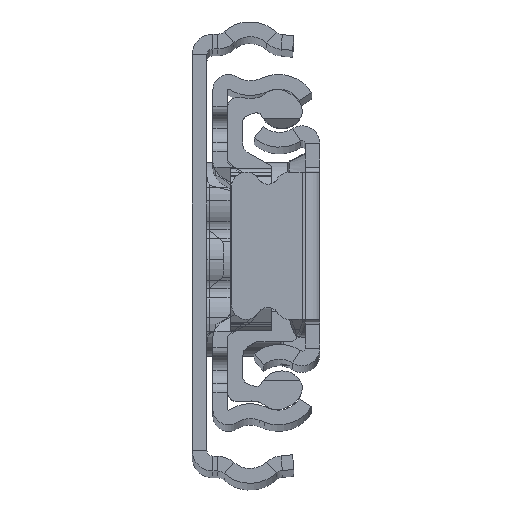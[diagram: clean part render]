
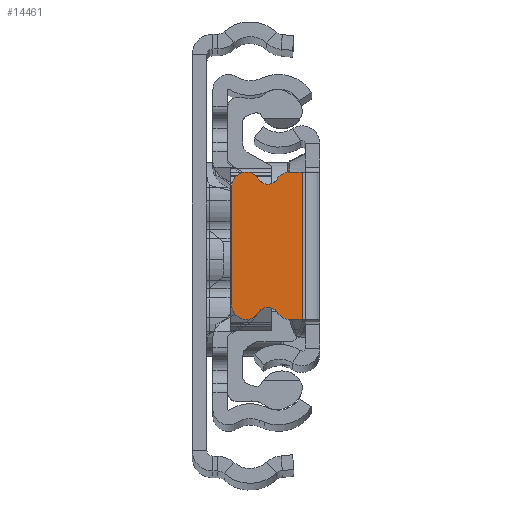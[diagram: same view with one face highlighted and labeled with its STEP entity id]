
A CAD part, top view. The second image highlights one B-rep face of the part: STEP entity #14461.
In plain terms, the highlighted planar face has unit normal (0, 0, 1).
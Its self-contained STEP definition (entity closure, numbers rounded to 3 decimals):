
#38 = VERTEX_POINT ( 'NONE', #10186 ) ;
#721 = EDGE_CURVE ( 'NONE', #14063, #7382, #11967, .T. ) ;
#740 = DIRECTION ( 'NONE',  ( 0., 0., 1. ) ) ;
#1018 = DIRECTION ( 'NONE',  ( 1., 0., 0. ) ) ;
#1208 = ORIENTED_EDGE ( 'NONE', *, *, #18266, .T. ) ;
#1215 = DIRECTION ( 'NONE',  ( 0., 1., 0. ) ) ;
#1509 = EDGE_CURVE ( 'NONE', #8514, #7688, #3500, .T. ) ;
#2108 = AXIS2_PLACEMENT_3D ( 'NONE', #4088, #19951, #10645 ) ;
#2338 = DIRECTION ( 'NONE',  ( 0., 1., 0. ) ) ;
#2402 = CARTESIAN_POINT ( 'NONE',  ( -5.29, 6.27, 0. ) ) ;
#2466 = CARTESIAN_POINT ( 'NONE',  ( -9., 6., 0. ) ) ;
#2544 = EDGE_CURVE ( 'NONE', #6135, #12930, #4408, .T. ) ;
#3192 = AXIS2_PLACEMENT_3D ( 'NONE', #11361, #9439, #21193 ) ;
#3282 = EDGE_LOOP ( 'NONE', ( #4429, #5863, #1208, #13612, #14158, #11317, #5347, #13416, #20919, #17044, #10499, #12856 ) ) ;
#3500 = CIRCLE ( 'NONE', #10011, 1.1 ) ;
#3620 = CARTESIAN_POINT ( 'NONE',  ( -3.08, -6., 0. ) ) ;
#3621 = CARTESIAN_POINT ( 'NONE',  ( 0.7, 7.5, 0. ) ) ;
#3631 = CARTESIAN_POINT ( 'NONE',  ( -4.355, -6.79, 0. ) ) ;
#3677 = EDGE_CURVE ( 'NONE', #10554, #11766, #4528, .T. ) ;
#4005 = EDGE_CURVE ( 'NONE', #8376, #8514, #18554, .T. ) ;
#4088 = CARTESIAN_POINT ( 'NONE',  ( -5.29, 7.37, 0. ) ) ;
#4408 = LINE ( 'NONE', #2466, #18797 ) ;
#4429 = ORIENTED_EDGE ( 'NONE', *, *, #721, .F. ) ;
#4528 = CIRCLE ( 'NONE', #2108, 1.1 ) ;
#5347 = ORIENTED_EDGE ( 'NONE', *, *, #2544, .T. ) ;
#5397 = CARTESIAN_POINT ( 'NONE',  ( -6.225, -6.79, 0. ) ) ;
#5693 = EDGE_CURVE ( 'NONE', #38, #7382, #12400, .T. ) ;
#5863 = ORIENTED_EDGE ( 'NONE', *, *, #16005, .T. ) ;
#6135 = VERTEX_POINT ( 'NONE', #19745 ) ;
#6195 = DIRECTION ( 'NONE',  ( 0., 0., -1. ) ) ;
#6793 = CARTESIAN_POINT ( 'NONE',  ( -5.29, -7.37, 0. ) ) ;
#6987 = CARTESIAN_POINT ( 'NONE',  ( -1.8, 7.5, 0. ) ) ;
#7341 = CARTESIAN_POINT ( 'NONE',  ( -4.355, 6.79, 0. ) ) ;
#7382 = VERTEX_POINT ( 'NONE', #11822 ) ;
#7688 = VERTEX_POINT ( 'NONE', #3631 ) ;
#8036 = VECTOR ( 'NONE', #1018, 1000. ) ;
#8240 = DIRECTION ( 'NONE',  ( 0., 1., 0. ) ) ;
#8376 = VERTEX_POINT ( 'NONE', #11430 ) ;
#8514 = VERTEX_POINT ( 'NONE', #5397 ) ;
#8661 = LINE ( 'NONE', #3621, #20316 ) ;
#9058 = CARTESIAN_POINT ( 'NONE',  ( -3.08, 6., 0. ) ) ;
#9195 = CARTESIAN_POINT ( 'NONE',  ( -9., -6., 0. ) ) ;
#9377 = AXIS2_PLACEMENT_3D ( 'NONE', #14460, #6195, #8240 ) ;
#9439 = DIRECTION ( 'NONE',  ( 0., 0., 1. ) ) ;
#9861 = EDGE_CURVE ( 'NONE', #11766, #13987, #18274, .T. ) ;
#9868 = EDGE_CURVE ( 'NONE', #12930, #8376, #13824, .T. ) ;
#10011 = AXIS2_PLACEMENT_3D ( 'NONE', #6793, #15158, #13339 ) ;
#10071 = EDGE_CURVE ( 'NONE', #7688, #38, #16230, .T. ) ;
#10164 = DIRECTION ( 'NONE',  ( -1., 0., 0. ) ) ;
#10186 = CARTESIAN_POINT ( 'NONE',  ( -3.08, -7.5, 0. ) ) ;
#10233 = CARTESIAN_POINT ( 'NONE',  ( -1.8, -10.425, 0. ) ) ;
#10348 = DIRECTION ( 'NONE',  ( 0., -1., 0. ) ) ;
#10379 = DIRECTION ( 'NONE',  ( 0., 1., 0. ) ) ;
#10499 = ORIENTED_EDGE ( 'NONE', *, *, #10071, .T. ) ;
#10554 = VERTEX_POINT ( 'NONE', #7341 ) ;
#10645 = DIRECTION ( 'NONE',  ( 0., 1., 0. ) ) ;
#11317 = ORIENTED_EDGE ( 'NONE', *, *, #12272, .T. ) ;
#11361 = CARTESIAN_POINT ( 'NONE',  ( -7.5, -6., 0. ) ) ;
#11430 = CARTESIAN_POINT ( 'NONE',  ( -7.5, -7.5, 0. ) ) ;
#11766 = VERTEX_POINT ( 'NONE', #2402 ) ;
#11802 = FACE_OUTER_BOUND ( 'NONE', #3282, .T. ) ;
#11822 = CARTESIAN_POINT ( 'NONE',  ( -1.8, -7.5, 0. ) ) ;
#11967 = LINE ( 'NONE', #10233, #20641 ) ;
#12003 = DIRECTION ( 'NONE',  ( 0., 0., 1. ) ) ;
#12029 = CARTESIAN_POINT ( 'NONE',  ( -7.5, -6., 0. ) ) ;
#12166 = DIRECTION ( 'NONE',  ( 0., 0., 1. ) ) ;
#12178 = CIRCLE ( 'NONE', #18671, 1.5 ) ;
#12272 = EDGE_CURVE ( 'NONE', #13987, #6135, #19703, .T. ) ;
#12400 = LINE ( 'NONE', #18928, #8036 ) ;
#12856 = ORIENTED_EDGE ( 'NONE', *, *, #5693, .T. ) ;
#12930 = VERTEX_POINT ( 'NONE', #9195 ) ;
#13339 = DIRECTION ( 'NONE',  ( 0., 1., 0. ) ) ;
#13416 = ORIENTED_EDGE ( 'NONE', *, *, #9868, .T. ) ;
#13612 = ORIENTED_EDGE ( 'NONE', *, *, #3677, .T. ) ;
#13657 = CARTESIAN_POINT ( 'NONE',  ( -7.5, 6., 0. ) ) ;
#13824 = CIRCLE ( 'NONE', #3192, 1.5 ) ;
#13840 = AXIS2_PLACEMENT_3D ( 'NONE', #3620, #12003, #10379 ) ;
#13987 = VERTEX_POINT ( 'NONE', #20370 ) ;
#14063 = VERTEX_POINT ( 'NONE', #6987 ) ;
#14096 = DIRECTION ( 'NONE',  ( 0., 0., 1. ) ) ;
#14158 = ORIENTED_EDGE ( 'NONE', *, *, #9861, .T. ) ;
#14170 = DIRECTION ( 'NONE',  ( 0., -1., 0. ) ) ;
#14460 = CARTESIAN_POINT ( 'NONE',  ( -5.29, 7.37, 0. ) ) ;
#14461 = ADVANCED_FACE ( 'NONE', ( #11802 ), #17053, .T. ) ;
#15158 = DIRECTION ( 'NONE',  ( 0., 0., -1. ) ) ;
#16005 = EDGE_CURVE ( 'NONE', #14063, #19332, #8661, .T. ) ;
#16230 = CIRCLE ( 'NONE', #13840, 1.5 ) ;
#17044 = ORIENTED_EDGE ( 'NONE', *, *, #1509, .T. ) ;
#17053 = PLANE ( 'NONE',  #18081 ) ;
#17058 = DIRECTION ( 'NONE',  ( 0., 1., 0. ) ) ;
#17154 = DIRECTION ( 'NONE',  ( 0., 0., 1. ) ) ;
#17539 = AXIS2_PLACEMENT_3D ( 'NONE', #12029, #740, #17058 ) ;
#18081 = AXIS2_PLACEMENT_3D ( 'NONE', #20345, #17154, #2338 ) ;
#18266 = EDGE_CURVE ( 'NONE', #19332, #10554, #12178, .T. ) ;
#18274 = CIRCLE ( 'NONE', #9377, 1.1 ) ;
#18554 = CIRCLE ( 'NONE', #17539, 1.5 ) ;
#18587 = DIRECTION ( 'NONE',  ( 0., 1., 0. ) ) ;
#18671 = AXIS2_PLACEMENT_3D ( 'NONE', #9058, #14096, #1215 ) ;
#18797 = VECTOR ( 'NONE', #14170, 1000. ) ;
#18928 = CARTESIAN_POINT ( 'NONE',  ( 0.7, -7.5, 0. ) ) ;
#19332 = VERTEX_POINT ( 'NONE', #20724 ) ;
#19703 = CIRCLE ( 'NONE', #20032, 1.5 ) ;
#19745 = CARTESIAN_POINT ( 'NONE',  ( -9., 6., 0. ) ) ;
#19951 = DIRECTION ( 'NONE',  ( 0., 0., -1. ) ) ;
#20032 = AXIS2_PLACEMENT_3D ( 'NONE', #13657, #12166, #18587 ) ;
#20316 = VECTOR ( 'NONE', #10164, 1000. ) ;
#20345 = CARTESIAN_POINT ( 'NONE',  ( 393.5, -10.425, 0. ) ) ;
#20370 = CARTESIAN_POINT ( 'NONE',  ( -6.225, 6.79, 0. ) ) ;
#20641 = VECTOR ( 'NONE', #10348, 1000. ) ;
#20724 = CARTESIAN_POINT ( 'NONE',  ( -3.08, 7.5, 0. ) ) ;
#20919 = ORIENTED_EDGE ( 'NONE', *, *, #4005, .T. ) ;
#21193 = DIRECTION ( 'NONE',  ( 0., 1., 0. ) ) ;
